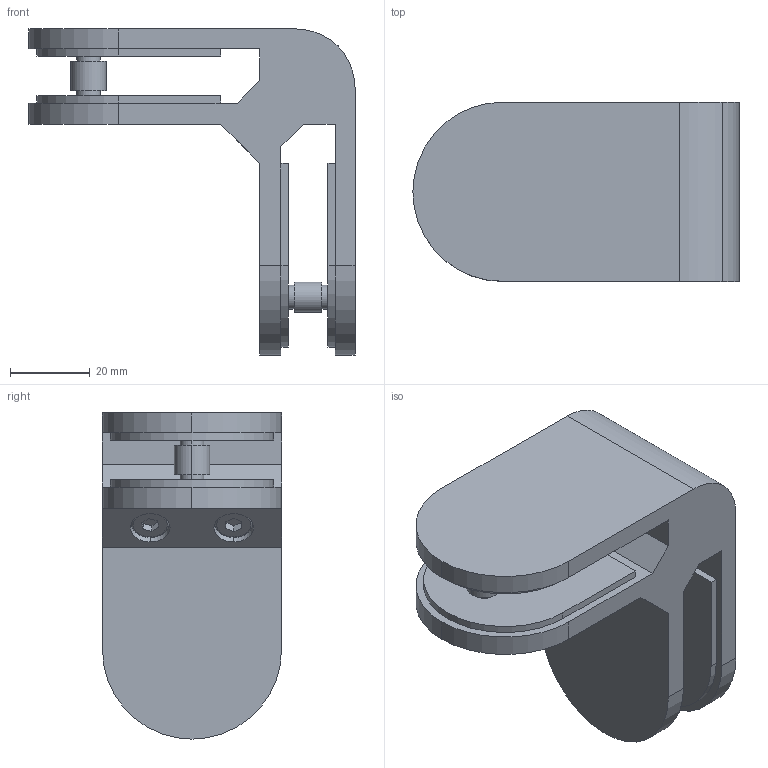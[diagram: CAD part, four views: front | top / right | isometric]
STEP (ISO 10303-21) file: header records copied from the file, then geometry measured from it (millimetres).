
FILE_DESCRIPTION (( 'STEP AP203' ), '1' );
FILE_NAME ('3D_GG4354_10_188758810.STEP', '2024-10-31T09:17:24', ( '' ), ( '' ), 'SwSTEP 2.0', 'SolidWorks 2023', '' );
FILE_SCHEMA (( 'CONFIG_CONTROL_DESIGN' ));
Length unit declared in the file: millimetre
Products named in the file (1): 3D_GG4354_10_188758810
Bounding box: 82 x 45 x 82 mm (x, y, z)
Volume: 89894.5 mm3; surface area: 40441 mm2
Topology: 8 solids, 8 shells, 130 faces, 289 edges, 190 vertices
Faces by surface type: plane 68, cylinder 54, torus 4, cone 4
Entity records: 3704 total; most frequent: DIRECTION 671, CARTESIAN_POINT 610, ORIENTED_EDGE 578, EDGE_CURVE 289, AXIS2_PLACEMENT_3D 251, VERTEX_POINT 190, VECTOR 169, LINE 169
